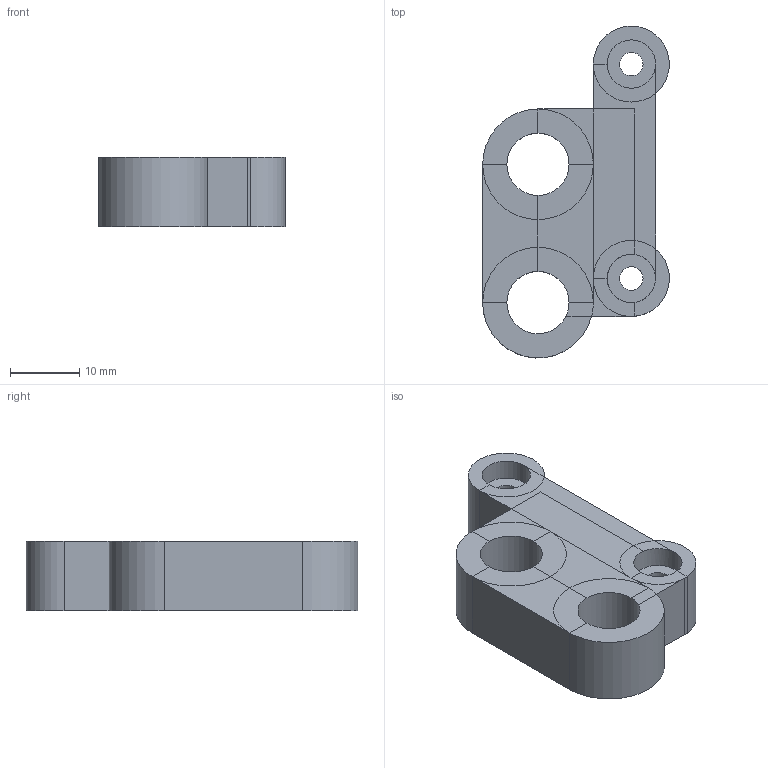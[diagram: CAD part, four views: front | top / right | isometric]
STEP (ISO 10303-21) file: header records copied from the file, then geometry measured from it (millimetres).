
FILE_DESCRIPTION(('FreeCAD Model'),'2;1');
FILE_NAME('y-motor.step', '2015-04-25T16:30:55',('Author'),(''), 'Open CASCADE STEP processor 6.8','FreeCAD','Unknown');
FILE_SCHEMA(('AUTOMOTIVE_DESIGN_CC2 { 1 2 10303 214 -1 1 5 4 }'));
Length unit declared in the file: millimetre
Products named in the file (1): difference
Bounding box: 27 x 47.99 x 10 mm (x, y, z)
Volume: 7642.6 mm3; surface area: 3751.6 mm2
Topology: 1 solids, 1 shells, 63 faces, 141 edges, 74 vertices
Faces by surface type: plane 51, cylinder 12
Full cylindrical faces by diameter (mm): 3.4 x2, 7 x2, 9 x2
Entity records: 3559 total; most frequent: DIRECTION 605, CARTESIAN_POINT 573, ORIENTED_EDGE 282, PCURVE 282, DEFINITIONAL_REPRESENTATION 282, LINE 257, VECTOR 257, CIRCLE 154
